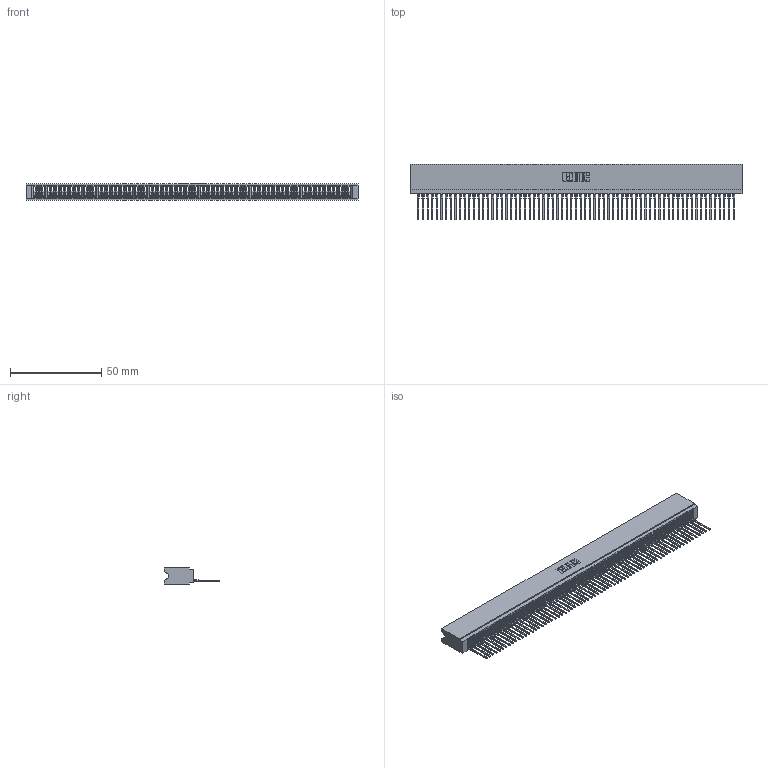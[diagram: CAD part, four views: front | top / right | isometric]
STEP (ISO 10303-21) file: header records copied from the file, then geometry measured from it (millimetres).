
FILE_DESCRIPTION (( 'STEP AP203' ), '1' );
FILE_NAME ('745-069-545-106.STEP', '2026-02-26T01:30:47', ( '' ), ( '' ), 'SwSTEP 2.0', 'SolidWorks 2023', '' );
FILE_SCHEMA (( 'CONFIG_CONTROL_DESIGN' ));
Length unit declared in the file: millimetre
Products named in the file (3): 745 Part_Insulator Option - 06; 745-292-001_545; 745-069-545-106
Assembly tree (70 placements, depth 2):
  745-069-545-106
    745 Part_Insulator Option - 06
    745-292-001_545  x69
Bounding box: 181.86 x 30.62 x 8.89 mm (x, y, z)
Volume: 15759 mm3; surface area: 30939.2 mm2
Topology: 70 solids, 70 shells, 7824 faces, 21512 edges, 13558 vertices
Faces by surface type: plane 4679, bspline 1380, cylinder 1351, torus 414
Entity records: 110289 total; most frequent: CARTESIAN_POINT 19937, ORIENTED_EDGE 19496, DIRECTION 16870, EDGE_CURVE 9748, VECTOR 9152, LINE 9152, VERTEX_POINT 6214, AXIS2_PLACEMENT_3D 3859
